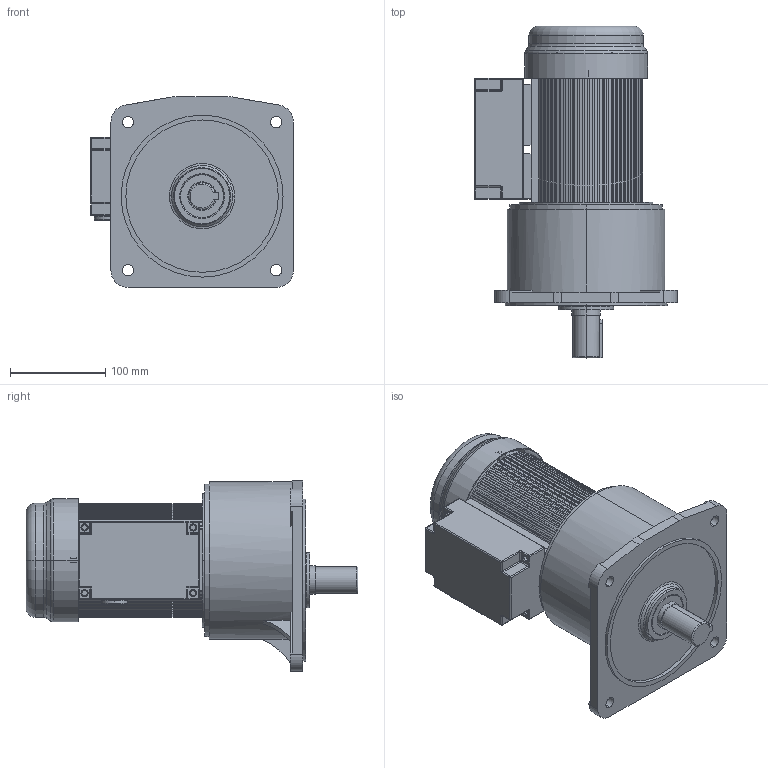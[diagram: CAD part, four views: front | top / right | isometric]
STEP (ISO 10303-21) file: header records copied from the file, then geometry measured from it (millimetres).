
FILE_DESCRIPTION (( 'STEP AP214' ), '1' );
FILE_NAME ('GV-28-200-i-A-B-G2-RT.STEP', '2023-09-15T08:13:54', ( '' ), ( '' ), 'SwSTEP 2.0', 'SolidWorks 2021', '' );
FILE_SCHEMA (( 'AUTOMOTIVE_DESIGN' ));
Length unit declared in the file: millimetre
Products named in the file (7): GV28-110_蕼偞; GV-28-200-i-A-G2-RT(2)_蕼偞; PRT0038_蕼偞; PRT0031_蕼偞; PRT0037_蕼偞; 煞車接線盒DOWN-UP_預設; GV-28-200-i-A-B-G2-RT
Assembly tree (6 placements, depth 3):
  GV-28-200-i-A-B-G2-RT
    GV-28-200-i-A-G2-RT(2)_蕼偞
      GV28-110_蕼偞
      PRT0031_蕼偞
      PRT0037_蕼偞
      PRT0038_蕼偞
    煞車接線盒DOWN-UP_預設
Bounding box: 212.78 x 348.41 x 200.27 mm (x, y, z)
Volume: 1957171.3 mm3; surface area: 554935.1 mm2
Topology: 5 solids, 6 shells, 1401 faces, 4210 edges, 2739 vertices
Faces by surface type: plane 943, cylinder 368, torus 41, cone 29, sphere 20
Entity records: 47959 total; most frequent: CARTESIAN_POINT 8753, ORIENTED_EDGE 8380, DIRECTION 7951, EDGE_CURVE 4190, VECTOR 3165, LINE 3165, VERTEX_POINT 2739, AXIS2_PLACEMENT_3D 2393
